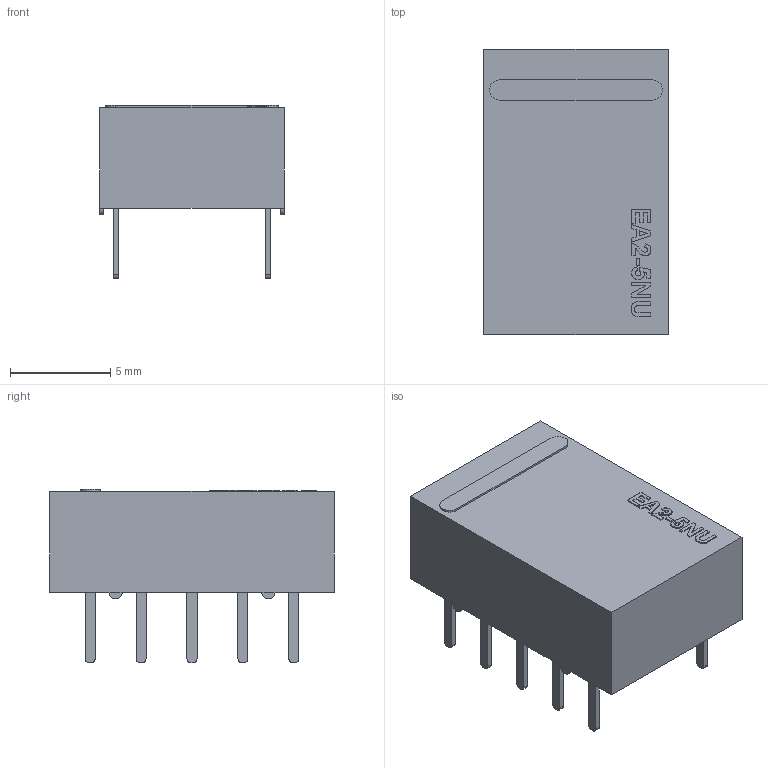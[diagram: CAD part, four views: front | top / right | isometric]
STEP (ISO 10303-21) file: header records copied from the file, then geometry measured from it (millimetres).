
FILE_DESCRIPTION(('FreeCAD Model'),'2;1');
FILE_NAME( 'Part_cp.step', '2019-05-02T12:39:07',('kicad StepUp'),('ksu MCAD'), 'Open CASCADE STEP processor 7.3','FreeCAD','Unknown');
FILE_SCHEMA(('AUTOMOTIVE_DESIGN { 1 0 10303 214 1 1 1 1 }'));
Length unit declared in the file: millimetre
Products named in the file (1): Part_cp
Bounding box: 9.2 x 14.2 x 8.63 mm (x, y, z)
Volume: 662.5 mm3; surface area: 553.4 mm2
Topology: 1 solids, 1 shells, 200 faces, 537 edges, 358 vertices
Faces by surface type: plane 129, extrusion 45, cylinder 26
Entity records: 7677 total; most frequent: CARTESIAN_POINT 1366, ORIENTED_EDGE 1074, DIRECTION 856, EDGE_CURVE 537, VECTOR 440, LINE 395, VERTEX_POINT 358, FACE_BOUND 219
